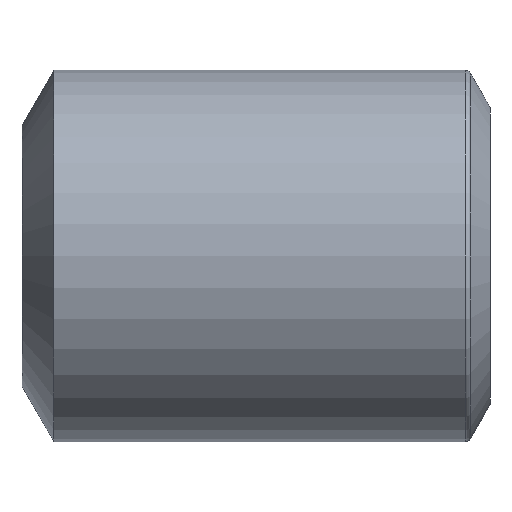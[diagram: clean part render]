
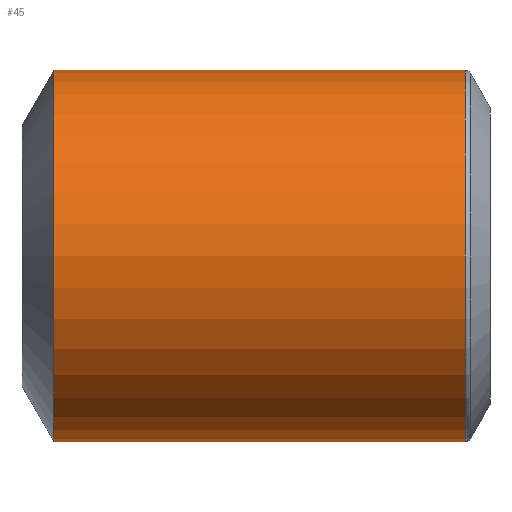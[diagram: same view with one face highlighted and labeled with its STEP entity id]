
A CAD part, front view. The second image highlights one B-rep face of the part: STEP entity #45.
In plain terms, the highlighted cylindrical face has radius 30.15 mm (diameter 60.3 mm), a full revolution.
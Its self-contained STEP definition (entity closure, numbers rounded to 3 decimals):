
#35=CYLINDRICAL_SURFACE('',#162,30.15);
#45=ADVANCED_FACE('',(#60,#61),#35,.T.);
#60=FACE_BOUND('',#82,.T.);
#61=FACE_BOUND('',#83,.T.);
#82=EDGE_LOOP('',(#104));
#83=EDGE_LOOP('',(#105));
#104=ORIENTED_EDGE('',*,*,#136,.T.);
#105=ORIENTED_EDGE('',*,*,#135,.F.);
#124=VERTEX_POINT('',#231);
#125=VERTEX_POINT('',#234);
#135=EDGE_CURVE('',#124,#124,#146,.T.);
#136=EDGE_CURVE('',#125,#125,#147,.T.);
#146=CIRCLE('',#159,30.15);
#147=CIRCLE('',#161,30.15);
#159=AXIS2_PLACEMENT_3D('',#230,#186,#187);
#161=AXIS2_PLACEMENT_3D('',#233,#190,#191);
#162=AXIS2_PLACEMENT_3D('',#235,#192,#193);
#186=DIRECTION('',(-1.,0.,0.));
#187=DIRECTION('',(0.,0.,1.));
#190=DIRECTION('',(-1.,0.,0.));
#191=DIRECTION('',(0.,0.,-1.));
#192=DIRECTION('',(-1.,0.,0.));
#193=DIRECTION('',(0.,0.,1.));
#230=CARTESIAN_POINT('',(5.196,0.,0.));
#231=CARTESIAN_POINT('',(5.196,0.,30.15));
#233=CARTESIAN_POINT('',(71.959,0.,0.));
#234=CARTESIAN_POINT('',(71.959,0.,-30.15));
#235=CARTESIAN_POINT('',(0.,0.,0.));
